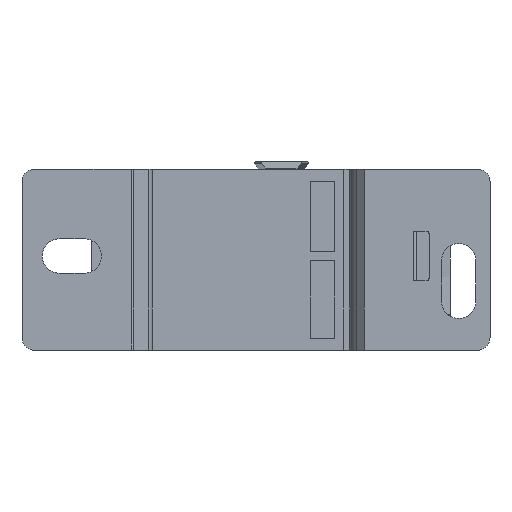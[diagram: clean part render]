
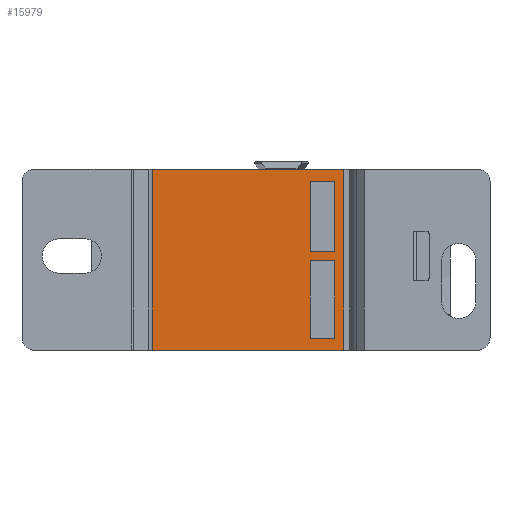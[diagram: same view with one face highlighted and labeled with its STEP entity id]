
A CAD part, front view. The second image highlights one B-rep face of the part: STEP entity #15979.
In plain terms, the highlighted planar face has unit normal (0, -1, 0).
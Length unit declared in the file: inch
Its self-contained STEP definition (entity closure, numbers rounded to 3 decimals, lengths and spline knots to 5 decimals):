
#148 = AXIS2_PLACEMENT_3D ( 'NONE', #17568, #15736, #10492 ) ;
#157 = CARTESIAN_POINT ( 'NONE',  ( -0.94804, 0., 0.03573 ) ) ;
#307 = DIRECTION ( 'NONE',  ( 1., 0., 0. ) ) ;
#636 = CARTESIAN_POINT ( 'NONE',  ( 0.17795, 0., 0.60069 ) ) ;
#804 = EDGE_CURVE ( 'NONE', #9386, #10049, #14235, .T. ) ;
#1211 = VERTEX_POINT ( 'NONE', #16716 ) ;
#1288 = EDGE_CURVE ( 'NONE', #12875, #7650, #16985, .T. ) ;
#1608 = CARTESIAN_POINT ( 'NONE',  ( 0.33149, 0., 0.65974 ) ) ;
#1776 = EDGE_CURVE ( 'NONE', #12653, #10932, #17046, .T. ) ;
#2039 = ORIENTED_EDGE ( 'NONE', *, *, #9101, .T. ) ;
#2104 = CARTESIAN_POINT ( 'NONE',  ( 0.33149, 0., 1.10266 ) ) ;
#2121 = EDGE_LOOP ( 'NONE', ( #3059, #8183, #2039, #9045 ) ) ;
#2189 = VERTEX_POINT ( 'NONE', #15754 ) ;
#2273 = VECTOR ( 'NONE', #4812, 39.37008 ) ;
#2326 = CARTESIAN_POINT ( 'NONE',  ( 0.17795, 0., 0.03573 ) ) ;
#2344 = VECTOR ( 'NONE', #10059, 39.37008 ) ;
#2613 = EDGE_CURVE ( 'NONE', #12383, #10932, #2623, .T. ) ;
#2623 = LINE ( 'NONE', #14691, #6841 ) ;
#2628 = ORIENTED_EDGE ( 'NONE', *, *, #16303, .T. ) ;
#2880 = CARTESIAN_POINT ( 'NONE',  ( -0.94804, 0., 1.10266 ) ) ;
#3041 = VERTEX_POINT ( 'NONE', #1608 ) ;
#3059 = ORIENTED_EDGE ( 'NONE', *, *, #4240, .T. ) ;
#3143 = LINE ( 'NONE', #11224, #2344 ) ;
#3203 = EDGE_LOOP ( 'NONE', ( #9968, #2628, #10220, #13192 ) ) ;
#3417 = DIRECTION ( 'NONE',  ( -1., 0., 0. ) ) ;
#3673 = LINE ( 'NONE', #2326, #15434 ) ;
#4160 = CARTESIAN_POINT ( 'NONE',  ( 0.39055, 0., 1.17746 ) ) ;
#4240 = EDGE_CURVE ( 'NONE', #3041, #17518, #4297, .T. ) ;
#4297 = LINE ( 'NONE', #10773, #4342 ) ;
#4308 = EDGE_CURVE ( 'NONE', #7650, #9386, #3143, .T. ) ;
#4342 = VECTOR ( 'NONE', #9435, 39.37008 ) ;
#4630 = DIRECTION ( 'NONE',  ( 0., 0., -1. ) ) ;
#4812 = DIRECTION ( 'NONE',  ( 1., 0., 0. ) ) ;
#5083 = PLANE ( 'NONE',  #148 ) ;
#5244 = EDGE_CURVE ( 'NONE', #17518, #2189, #3673, .T. ) ;
#5499 = CARTESIAN_POINT ( 'NONE',  ( 0.33149, 0., 0.11053 ) ) ;
#5553 = DIRECTION ( 'NONE',  ( 0., 0., 1. ) ) ;
#5761 = CARTESIAN_POINT ( 'NONE',  ( 0.17795, 0., 0.65974 ) ) ;
#5802 = CARTESIAN_POINT ( 'NONE',  ( 0.17795, 0., 0.03573 ) ) ;
#6316 = CARTESIAN_POINT ( 'NONE',  ( -0.94804, 0., 0.60069 ) ) ;
#6629 = DIRECTION ( 'NONE',  ( 1., 0., 0. ) ) ;
#6841 = VECTOR ( 'NONE', #5553, 39.37008 ) ;
#7147 = EDGE_CURVE ( 'NONE', #8115, #3041, #12018, .T. ) ;
#7650 = VERTEX_POINT ( 'NONE', #13785 ) ;
#7764 = VECTOR ( 'NONE', #6629, 39.37008 ) ;
#8115 = VERTEX_POINT ( 'NONE', #2104 ) ;
#8183 = ORIENTED_EDGE ( 'NONE', *, *, #5244, .T. ) ;
#8611 = CARTESIAN_POINT ( 'NONE',  ( -0.00315, 0., 1.17746 ) ) ;
#8815 = CARTESIAN_POINT ( 'NONE',  ( 0.39055, 0., 0.03573 ) ) ;
#8820 = VECTOR ( 'NONE', #12784, 39.37008 ) ;
#9045 = ORIENTED_EDGE ( 'NONE', *, *, #7147, .T. ) ;
#9101 = EDGE_CURVE ( 'NONE', #2189, #8115, #13702, .T. ) ;
#9107 = ORIENTED_EDGE ( 'NONE', *, *, #17394, .T. ) ;
#9318 = ORIENTED_EDGE ( 'NONE', *, *, #804, .T. ) ;
#9386 = VERTEX_POINT ( 'NONE', #5499 ) ;
#9435 = DIRECTION ( 'NONE',  ( -1., 0., 0. ) ) ;
#9439 = DIRECTION ( 'NONE',  ( 0., 0., 1. ) ) ;
#9968 = ORIENTED_EDGE ( 'NONE', *, *, #1776, .F. ) ;
#10049 = VERTEX_POINT ( 'NONE', #13188 ) ;
#10059 = DIRECTION ( 'NONE',  ( 0., 0., -1. ) ) ;
#10220 = ORIENTED_EDGE ( 'NONE', *, *, #12276, .T. ) ;
#10366 = VECTOR ( 'NONE', #12385, 39.37008 ) ;
#10492 = DIRECTION ( 'NONE',  ( 0., 0., -1. ) ) ;
#10773 = CARTESIAN_POINT ( 'NONE',  ( -0.94804, 0., 0.65974 ) ) ;
#10869 = CARTESIAN_POINT ( 'NONE',  ( 0.33149, 0., 0.03573 ) ) ;
#10932 = VERTEX_POINT ( 'NONE', #4160 ) ;
#11113 = CARTESIAN_POINT ( 'NONE',  ( -0.81811, 0., 1.17746 ) ) ;
#11224 = CARTESIAN_POINT ( 'NONE',  ( 0.33149, 0., 0.03573 ) ) ;
#11369 = LINE ( 'NONE', #13855, #17454 ) ;
#11727 = ORIENTED_EDGE ( 'NONE', *, *, #1288, .T. ) ;
#11829 = FACE_OUTER_BOUND ( 'NONE', #3203, .T. ) ;
#12018 = LINE ( 'NONE', #10869, #10366 ) ;
#12188 = LINE ( 'NONE', #5802, #12374 ) ;
#12211 = LINE ( 'NONE', #157, #7764 ) ;
#12276 = EDGE_CURVE ( 'NONE', #1211, #12383, #12211, .T. ) ;
#12374 = VECTOR ( 'NONE', #9439, 39.37008 ) ;
#12383 = VERTEX_POINT ( 'NONE', #8815 ) ;
#12385 = DIRECTION ( 'NONE',  ( 0., 0., -1. ) ) ;
#12653 = VERTEX_POINT ( 'NONE', #11113 ) ;
#12784 = DIRECTION ( 'NONE',  ( 1., 0., 0. ) ) ;
#12875 = VERTEX_POINT ( 'NONE', #636 ) ;
#13188 = CARTESIAN_POINT ( 'NONE',  ( 0.17795, 0., 0.11053 ) ) ;
#13192 = ORIENTED_EDGE ( 'NONE', *, *, #2613, .T. ) ;
#13362 = VECTOR ( 'NONE', #307, 39.37008 ) ;
#13702 = LINE ( 'NONE', #2880, #13362 ) ;
#13785 = CARTESIAN_POINT ( 'NONE',  ( 0.33149, 0., 0.60069 ) ) ;
#13851 = ORIENTED_EDGE ( 'NONE', *, *, #4308, .T. ) ;
#13855 = CARTESIAN_POINT ( 'NONE',  ( -0.81811, 0., 0.03573 ) ) ;
#14235 = LINE ( 'NONE', #15566, #14458 ) ;
#14458 = VECTOR ( 'NONE', #3417, 39.37008 ) ;
#14581 = FACE_BOUND ( 'NONE', #2121, .T. ) ;
#14691 = CARTESIAN_POINT ( 'NONE',  ( 0.39055, 0., 1.17746 ) ) ;
#15434 = VECTOR ( 'NONE', #17077, 39.37008 ) ;
#15566 = CARTESIAN_POINT ( 'NONE',  ( -0.94804, 0., 0.11053 ) ) ;
#15626 = EDGE_LOOP ( 'NONE', ( #9318, #9107, #11727, #13851 ) ) ;
#15736 = DIRECTION ( 'NONE',  ( 0., -1., 0. ) ) ;
#15754 = CARTESIAN_POINT ( 'NONE',  ( 0.17795, 0., 1.10266 ) ) ;
#15906 = FACE_BOUND ( 'NONE', #15626, .T. ) ;
#15979 = ADVANCED_FACE ( 'NONE', ( #14581, #15906, #11829 ), #5083, .T. ) ;
#16303 = EDGE_CURVE ( 'NONE', #12653, #1211, #11369, .T. ) ;
#16716 = CARTESIAN_POINT ( 'NONE',  ( -0.81811, 0., 0.03573 ) ) ;
#16985 = LINE ( 'NONE', #6316, #2273 ) ;
#17046 = LINE ( 'NONE', #8611, #8820 ) ;
#17077 = DIRECTION ( 'NONE',  ( 0., 0., 1. ) ) ;
#17394 = EDGE_CURVE ( 'NONE', #10049, #12875, #12188, .T. ) ;
#17454 = VECTOR ( 'NONE', #4630, 39.37008 ) ;
#17518 = VERTEX_POINT ( 'NONE', #5761 ) ;
#17568 = CARTESIAN_POINT ( 'NONE',  ( -0.94804, 0., 0.03573 ) ) ;
